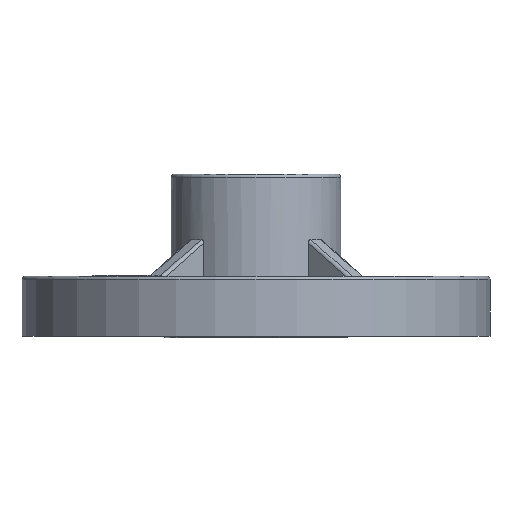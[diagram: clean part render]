
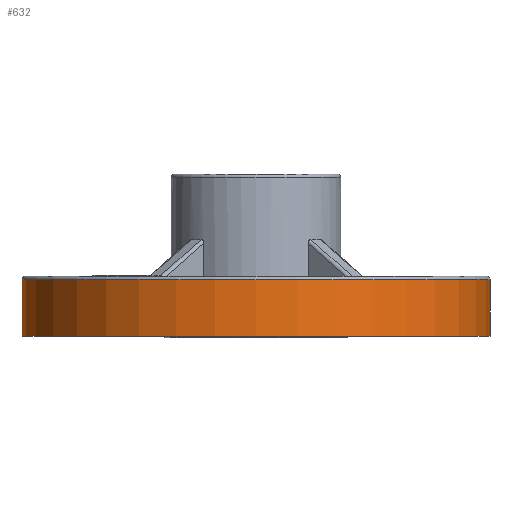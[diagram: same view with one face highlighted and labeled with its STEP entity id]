
A CAD part, front view. The second image highlights one B-rep face of the part: STEP entity #632.
In plain terms, the highlighted cylindrical face has radius 70.25 mm (diameter 140.5 mm), a full revolution.
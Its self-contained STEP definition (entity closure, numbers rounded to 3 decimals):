
#506=CYLINDRICAL_SURFACE('',#6542,70.25);
#632=ADVANCED_FACE('',(#2116,#2117),#506,.T.);
#1242=CIRCLE('',#6540,70.25);
#1243=CIRCLE('',#6541,70.25);
#2116=FACE_BOUND('',#2259,.T.);
#2117=FACE_BOUND('',#2260,.T.);
#2259=EDGE_LOOP('',(#3066));
#2260=EDGE_LOOP('',(#3067));
#3066=ORIENTED_EDGE('',*,*,#5423,.T.);
#3067=ORIENTED_EDGE('',*,*,#5424,.T.);
#4759=VERTEX_POINT('',#10012);
#4760=VERTEX_POINT('',#10014);
#5423=EDGE_CURVE('',#4759,#4759,#1242,.T.);
#5424=EDGE_CURVE('',#4760,#4760,#1243,.T.);
#6540=AXIS2_PLACEMENT_3D('',#10011,#7408,#7409);
#6541=AXIS2_PLACEMENT_3D('',#10013,#7410,#7411);
#6542=AXIS2_PLACEMENT_3D('',#10015,#7412,#7413);
#7408=DIRECTION('',(0.,0.,-1.));
#7409=DIRECTION('',(1.,0.,0.));
#7410=DIRECTION('',(0.,0.,1.));
#7411=DIRECTION('',(1.,0.,0.));
#7412=DIRECTION('',(0.,0.,1.));
#7413=DIRECTION('',(1.,0.,0.));
#10011=CARTESIAN_POINT('',(151.,0.,17.));
#10012=CARTESIAN_POINT('',(221.25,0.,17.));
#10013=CARTESIAN_POINT('',(151.,0.,0.));
#10014=CARTESIAN_POINT('',(221.25,0.,0.));
#10015=CARTESIAN_POINT('',(151.,0.,0.));
